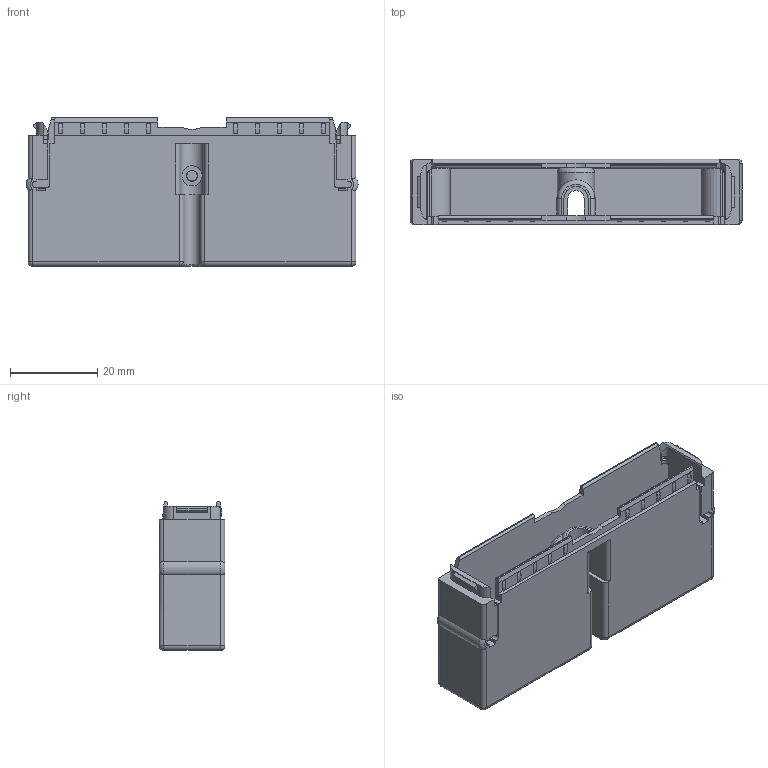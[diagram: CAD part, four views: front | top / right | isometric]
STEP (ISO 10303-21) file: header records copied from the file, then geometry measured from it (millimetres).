
FILE_DESCRIPTION((''),'2;1');
FILE_NAME('33516014303','2019-10-31T',('presta_be4'),(''),'CREO PARAMETRIC BY PTC INC, 2018360','CREO PARAMETRIC BY PTC INC, 2018360','');
FILE_SCHEMA(('CONFIG_CONTROL_DESIGN'));
Length unit declared in the file: millimetre
Products named in the file (1): 33516014303
Bounding box: 75.9 x 15.03 x 34 mm (x, y, z)
Volume: 13502.2 mm3; surface area: 15360.7 mm2
Topology: 1 solids, 1 shells, 356 faces, 889 edges, 554 vertices
Faces by surface type: plane 208, cylinder 101, cone 24, torus 15, sphere 6, bspline 2
Entity records: 10943 total; most frequent: CARTESIAN_POINT 2332, DIRECTION 1798, ORIENTED_EDGE 1766, EDGE_CURVE 883, VECTOR 608, LINE 608, AXIS2_PLACEMENT_3D 595, VERTEX_POINT 554
